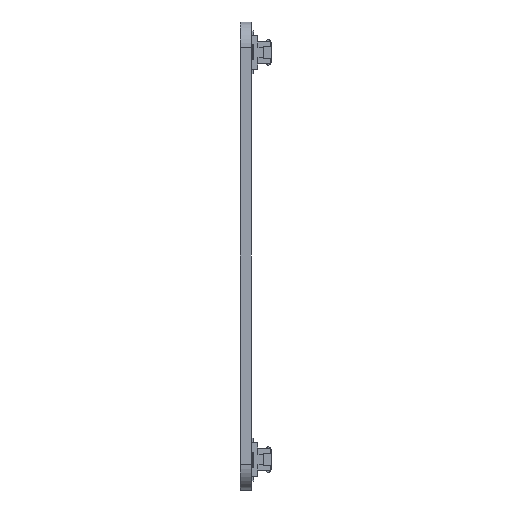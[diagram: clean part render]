
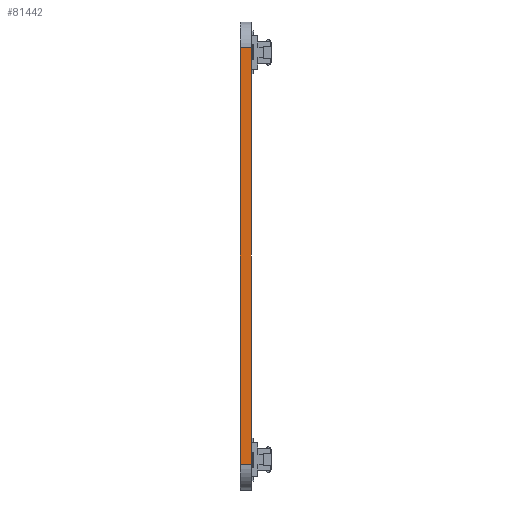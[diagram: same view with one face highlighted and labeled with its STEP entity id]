
A CAD part, left-side view. The second image highlights one B-rep face of the part: STEP entity #81442.
In plain terms, the highlighted planar face has unit normal (-1, 0, 0).
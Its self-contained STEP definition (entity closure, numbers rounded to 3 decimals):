
#6436 = FACE_OUTER_BOUND ( 'NONE', #9756, .T. ) ;
#9756 = EDGE_LOOP ( 'NONE', ( #57876, #103578, #70296, #96779 ) ) ;
#15539 = VECTOR ( 'NONE', #108117, 1000. ) ;
#16422 = VECTOR ( 'NONE', #129647, 1000. ) ;
#22298 = DIRECTION ( 'NONE',  ( 0., -1., 0. ) ) ;
#26935 = LINE ( 'NONE', #67520, #15539 ) ;
#37094 = DIRECTION ( 'NONE',  ( 0., 0., -1. ) ) ;
#39969 = LINE ( 'NONE', #80587, #103955 ) ;
#41348 = VERTEX_POINT ( 'NONE', #119424 ) ;
#47093 = PLANE ( 'NONE',  #87139 ) ;
#48423 = LINE ( 'NONE', #88993, #16422 ) ;
#52687 = VERTEX_POINT ( 'NONE', #89623 ) ;
#52975 = EDGE_CURVE ( 'NONE', #52687, #41348, #26935, .T. ) ;
#57185 = EDGE_CURVE ( 'NONE', #78263, #90942, #72859, .T. ) ;
#57876 = ORIENTED_EDGE ( 'NONE', *, *, #71472, .T. ) ;
#67520 = CARTESIAN_POINT ( 'NONE',  ( -33., 1.2, 22.25 ) ) ;
#70296 = ORIENTED_EDGE ( 'NONE', *, *, #109126, .F. ) ;
#71472 = EDGE_CURVE ( 'NONE', #90942, #41348, #39969, .T. ) ;
#72859 = LINE ( 'NONE', #113485, #97964 ) ;
#78263 = VERTEX_POINT ( 'NONE', #112764 ) ;
#80587 = CARTESIAN_POINT ( 'NONE',  ( -33., 0., 22.25 ) ) ;
#81442 = ADVANCED_FACE ( 'NONE', ( #6436 ), #47093, .F. ) ;
#87139 = AXIS2_PLACEMENT_3D ( 'NONE', #87669, #128326, #37094 ) ;
#87669 = CARTESIAN_POINT ( 'NONE',  ( -33., 1.2, 22.25 ) ) ;
#88993 = CARTESIAN_POINT ( 'NONE',  ( -33., 1.2, 22.25 ) ) ;
#89623 = CARTESIAN_POINT ( 'NONE',  ( -33., 1.2, 22.25 ) ) ;
#90942 = VERTEX_POINT ( 'NONE', #114892 ) ;
#96779 = ORIENTED_EDGE ( 'NONE', *, *, #57185, .T. ) ;
#97964 = VECTOR ( 'NONE', #22298, 1000. ) ;
#103578 = ORIENTED_EDGE ( 'NONE', *, *, #52975, .F. ) ;
#103955 = VECTOR ( 'NONE', #121234, 1000. ) ;
#108117 = DIRECTION ( 'NONE',  ( 0., -1., 0. ) ) ;
#109126 = EDGE_CURVE ( 'NONE', #78263, #52687, #48423, .T. ) ;
#112764 = CARTESIAN_POINT ( 'NONE',  ( -33., 1.2, -22.25 ) ) ;
#113485 = CARTESIAN_POINT ( 'NONE',  ( -33., 1.2, -22.25 ) ) ;
#114892 = CARTESIAN_POINT ( 'NONE',  ( -33., 0., -22.25 ) ) ;
#119424 = CARTESIAN_POINT ( 'NONE',  ( -33., 0., 22.25 ) ) ;
#121234 = DIRECTION ( 'NONE',  ( 0., 0., 1. ) ) ;
#128326 = DIRECTION ( 'NONE',  ( 1., 0., 0. ) ) ;
#129647 = DIRECTION ( 'NONE',  ( 0., 0., 1. ) ) ;
